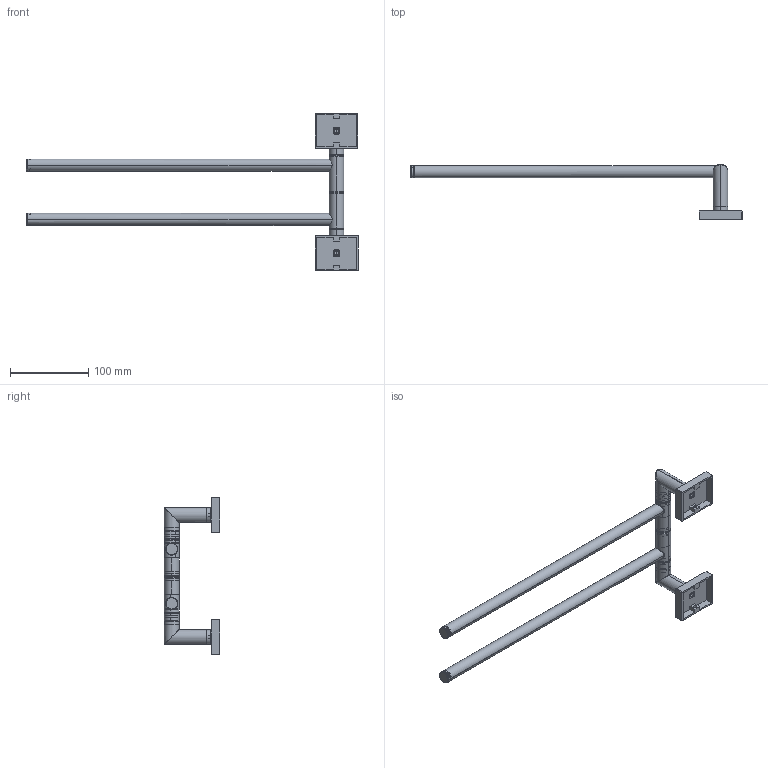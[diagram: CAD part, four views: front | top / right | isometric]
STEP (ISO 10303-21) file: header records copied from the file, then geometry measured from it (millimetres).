
FILE_DESCRIPTION (( 'STEP AP203' ), '1' );
FILE_NAME ('3189.STEP', '2016-07-20T08:43:46', ( '迾輿躂瑞' ), ( 'WwW.YlmF.CoM' ), 'SwSTEP 2.0', 'SolidWorks 2012', '' );
FILE_SCHEMA (( 'CONFIG_CONTROL_DESIGN' ));
Length unit declared in the file: millimetre
Products named in the file (13): 3189; 21牷裝裔; 31牷裝; 31牷裝筵奪; 31牷裝諉奪; 31牷裝呿蹋; 31牷裝菁釱芛呿蹋; 31牷裝菁釱芛; 31等裝褐; JYM6爾え; 31畟像芛; 31爾え; 31釱
Assembly tree (17 placements, depth 3):
  3189
    31釱  x2
    31牷裝菁釱芛  x2
      31爾え
      31畟像芛
      JYM6爾え
      31等裝褐
    31牷裝菁釱芛呿蹋  x2
    31牷裝呿蹋
    31牷裝  x2
      31牷裝諉奪
      31牷裝筵奪
    21牷裝裔  x2
Bounding box: 424.99 x 71 x 201.3 mm (x, y, z)
Volume: 69451.3 mm3; surface area: 137433.1 mm2
Topology: 19 solids, 19 shells, 366 faces, 868 edges, 572 vertices
Faces by surface type: cylinder 186, plane 152, cone 28
Entity records: 7684 total; most frequent: CARTESIAN_POINT 1421, DIRECTION 1066, ORIENTED_EDGE 928, EDGE_CURVE 464, AXIS2_PLACEMENT_3D 422, VERTEX_POINT 306, EDGE_LOOP 242, VECTOR 222
